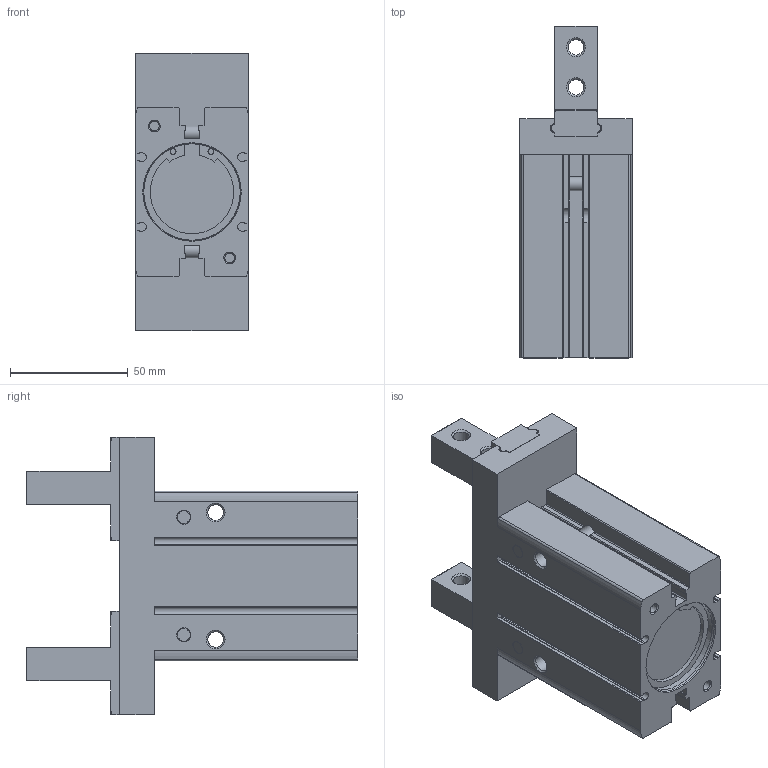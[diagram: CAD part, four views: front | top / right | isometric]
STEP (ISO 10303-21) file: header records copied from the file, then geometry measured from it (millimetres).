
FILE_DESCRIPTION(/* description */ ('STEP AP214'),/* implementation_level */ '2;1');
FILE_NAME(/* name */ '8116897_DHPC-40-A-B',/* time_stamp */ '2024-08-19T18:49:47+02:00',/* author */ ('License CC BY-ND 4.0'),/* organization */ ('CADENAS'),/* preprocessor_version */ 'ST-DEVELOPER v19.3',/* originating_system */ 'PARTsolutions',/* authorisation */ ' ');
FILE_SCHEMA (('AUTOMOTIVE_DESIGN {1 0 10303 214 3 1 1}'));
Length unit declared in the file: millimetre
Products named in the file (3): 8116897 DHPC-40-A-B---(1high); 8116734 DHPC-40-A-B---(highG); 8116979 DHPC-40-A---(high)
Assembly tree (3 placements, depth 2):
  8116897 DHPC-40-A-B---(1high)
    8116734 DHPC-40-A-B---(highG)
    8116979 DHPC-40-A---(high)  x2
Bounding box: 48 x 140.9 x 118 mm (x, y, z)
Volume: 362891.5 mm3; surface area: 62791.2 mm2
Topology: 3 solids, 3 shells, 444 faces, 1183 edges, 772 vertices
Faces by surface type: plane 227, cylinder 187, cone 25, torus 5
Full cylindrical faces by diameter (mm): 2.5 x2, 4.134 x2, 5 x4, 6 x4, 6.647 x10, 8.5 x4, 10 x4, 41 x1
Entity records: 11509 total; most frequent: CARTESIAN_POINT 2135, DIRECTION 1966, ORIENTED_EDGE 1870, EDGE_CURVE 935, AXIS2_PLACEMENT_3D 708, VERTEX_POINT 645, LINE 550, VECTOR 550
